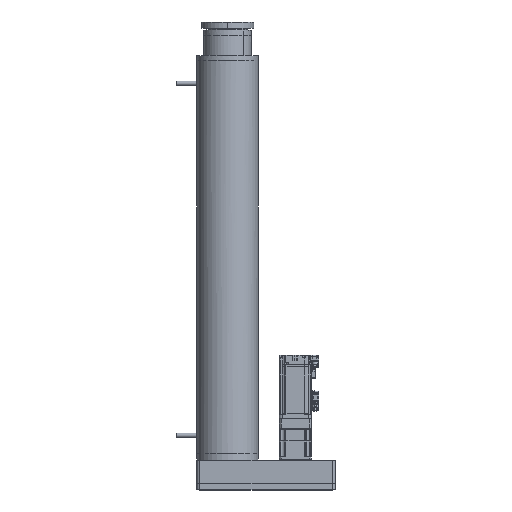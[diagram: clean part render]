
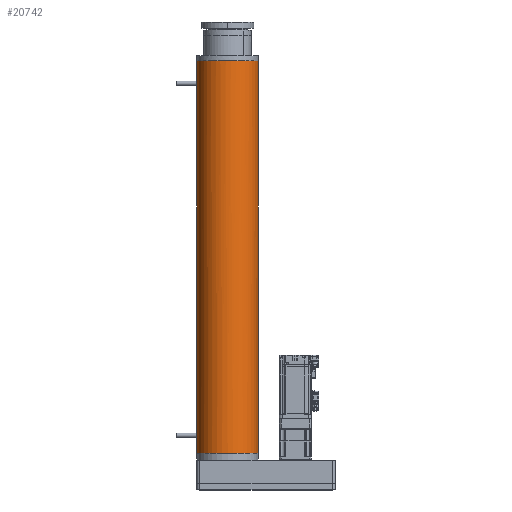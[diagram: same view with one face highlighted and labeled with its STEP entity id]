
A CAD part, top view. The second image highlights one B-rep face of the part: STEP entity #20742.
In plain terms, the highlighted cylindrical face has radius 57.5 mm (diameter 115 mm), a partial arc.
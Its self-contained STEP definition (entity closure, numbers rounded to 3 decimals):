
#529 = EDGE_CURVE ( 'NONE', #54061, #23882, #56941, .T. ) ;
#752 = CARTESIAN_POINT ( 'NONE',  ( 45.723, 35.077, 738. ) ) ;
#1577 = CARTESIAN_POINT ( 'NONE',  ( -3.764, 57.505, 738. ) ) ;
#3186 = EDGE_CURVE ( 'NONE', #34989, #31238, #37959, .T. ) ;
#5278 = CARTESIAN_POINT ( 'NONE',  ( -57.5, 0., 738. ) ) ;
#7428 = CARTESIAN_POINT ( 'NONE',  ( -49.905, 28.819, 738. ) ) ;
#7504 = CYLINDRICAL_SURFACE ( 'NONE', #36207, 57.5 ) ;
#7832 = CARTESIAN_POINT ( 'NONE',  ( 18.529, 54.568, 738. ) ) ;
#8357 = CARTESIAN_POINT ( 'NONE',  ( 57.5, 0., 738. ) ) ;
#9139 = CARTESIAN_POINT ( 'NONE',  ( 0., 0., 0. ) ) ;
#11955 = DIRECTION ( 'NONE',  ( 0., 0., -1. ) ) ;
#12883 = CARTESIAN_POINT ( 'NONE',  ( -54.568, 18.529, 738. ) ) ;
#13284 = CARTESIAN_POINT ( 'NONE',  ( -35.077, 45.723, 738. ) ) ;
#13709 = CARTESIAN_POINT ( 'NONE',  ( -25.483, 51.687, 738. ) ) ;
#14120 = CARTESIAN_POINT ( 'NONE',  ( -57.505, 3.764, 738. ) ) ;
#14598 = FACE_OUTER_BOUND ( 'NONE', #25611, .T. ) ;
#15422 = DIRECTION ( 'NONE',  ( -1., 0., 0. ) ) ;
#15529 = ORIENTED_EDGE ( 'NONE', *, *, #529, .T. ) ;
#15598 = ORIENTED_EDGE ( 'NONE', *, *, #3186, .F. ) ;
#17406 = LINE ( 'NONE', #5278, #82212 ) ;
#18303 = CARTESIAN_POINT ( 'NONE',  ( -57.5, 0., 0. ) ) ;
#19948 = CARTESIAN_POINT ( 'NONE',  ( 57.502, 0., 738. ) ) ;
#20742 = ADVANCED_FACE ( 'NONE', ( #14598 ), #7504, .T. ) ;
#20793 = CARTESIAN_POINT ( 'NONE',  ( -18.529, 54.568, 738. ) ) ;
#23882 = VERTEX_POINT ( 'NONE', #18303 ) ;
#24893 = AXIS2_PLACEMENT_3D ( 'NONE', #9139, #34634, #60934 ) ;
#25611 = EDGE_LOOP ( 'NONE', ( #15598, #31096, #15529, #38035 ) ) ;
#25918 = LINE ( 'NONE', #8357, #74113 ) ;
#26643 = CARTESIAN_POINT ( 'NONE',  ( -14.91, 55.666, 738. ) ) ;
#26697 = CARTESIAN_POINT ( 'NONE',  ( 57.502, 0., 738. ) ) ;
#27068 = CARTESIAN_POINT ( 'NONE',  ( 57.134, 7.527, 738. ) ) ;
#31096 = ORIENTED_EDGE ( 'NONE', *, *, #68991, .T. ) ;
#31238 = VERTEX_POINT ( 'NONE', #80869 ) ;
#32090 = CARTESIAN_POINT ( 'NONE',  ( 25.483, 51.687, 738. ) ) ;
#32581 = CARTESIAN_POINT ( 'NONE',  ( 0., 0., 738. ) ) ;
#34634 = DIRECTION ( 'NONE',  ( 0., 0., 1. ) ) ;
#34989 = VERTEX_POINT ( 'NONE', #26697 ) ;
#36207 = AXIS2_PLACEMENT_3D ( 'NONE', #32581, #46787, #15422 ) ;
#37959 = B_SPLINE_CURVE_WITH_KNOTS ( 'NONE', 3,
 ( #19948, #71747, #27068, #57579, #65074, #57999, #77190, #752, #38787, #78016, #58804, #63828, #32090, #7832, #45471, #71338, #70920, #1577, #51330, #26643, #20793, #13709, #64246, #13284, #45060, #58406, #52144, #7428, #39204, #12883, #70504, #38381, #14120, #44668 ),
 .UNSPECIFIED., .F., .F.,
 ( 4, 2, 2, 2, 2, 2, 2, 2, 2, 2, 2, 2, 2, 2, 2, 2, 4 ),
 ( 0., 0.031, 0.062, 0.094, 0.125, 0.156, 0.187, 0.219, 0.25, 0.281, 0.313, 0.344, 0.375, 0.406, 0.438, 0.469, 0.5 ),
 .UNSPECIFIED. ) ;
#38035 = ORIENTED_EDGE ( 'NONE', *, *, #67987, .F. ) ;
#38381 = CARTESIAN_POINT ( 'NONE',  ( -57.134, 7.527, 738. ) ) ;
#38787 = CARTESIAN_POINT ( 'NONE',  ( 43.324, 38.001, 738. ) ) ;
#39204 = CARTESIAN_POINT ( 'NONE',  ( -51.687, 25.483, 738. ) ) ;
#44668 = CARTESIAN_POINT ( 'NONE',  ( -57.502, 0., 738. ) ) ;
#45060 = CARTESIAN_POINT ( 'NONE',  ( -38.001, 43.324, 738. ) ) ;
#45471 = CARTESIAN_POINT ( 'NONE',  ( 14.91, 55.666, 738. ) ) ;
#45999 = DIRECTION ( 'NONE',  ( 0., 0., -1. ) ) ;
#46787 = DIRECTION ( 'NONE',  ( 0., 0., -1. ) ) ;
#51330 = CARTESIAN_POINT ( 'NONE',  ( -7.527, 57.134, 738. ) ) ;
#52144 = CARTESIAN_POINT ( 'NONE',  ( -45.723, 35.077, 738. ) ) ;
#54061 = VERTEX_POINT ( 'NONE', #77977 ) ;
#56941 = CIRCLE ( 'NONE', #24893, 57.5 ) ;
#57579 = CARTESIAN_POINT ( 'NONE',  ( 55.666, 14.91, 738. ) ) ;
#57999 = CARTESIAN_POINT ( 'NONE',  ( 51.687, 25.483, 738. ) ) ;
#58406 = CARTESIAN_POINT ( 'NONE',  ( -43.324, 38.001, 738. ) ) ;
#58804 = CARTESIAN_POINT ( 'NONE',  ( 35.077, 45.723, 738. ) ) ;
#60934 = DIRECTION ( 'NONE',  ( 1., 0., 0. ) ) ;
#63828 = CARTESIAN_POINT ( 'NONE',  ( 28.819, 49.905, 738. ) ) ;
#64246 = CARTESIAN_POINT ( 'NONE',  ( -28.819, 49.905, 738. ) ) ;
#65074 = CARTESIAN_POINT ( 'NONE',  ( 54.568, 18.529, 738. ) ) ;
#67987 = EDGE_CURVE ( 'NONE', #31238, #23882, #17406, .T. ) ;
#68991 = EDGE_CURVE ( 'NONE', #34989, #54061, #25918, .T. ) ;
#70504 = CARTESIAN_POINT ( 'NONE',  ( -55.666, 14.91, 738. ) ) ;
#70920 = CARTESIAN_POINT ( 'NONE',  ( 3.764, 57.505, 738. ) ) ;
#71338 = CARTESIAN_POINT ( 'NONE',  ( 7.527, 57.134, 738. ) ) ;
#71747 = CARTESIAN_POINT ( 'NONE',  ( 57.505, 3.764, 738. ) ) ;
#74113 = VECTOR ( 'NONE', #45999, 1000. ) ;
#77190 = CARTESIAN_POINT ( 'NONE',  ( 49.905, 28.819, 738. ) ) ;
#77977 = CARTESIAN_POINT ( 'NONE',  ( 57.5, 0., 0. ) ) ;
#78016 = CARTESIAN_POINT ( 'NONE',  ( 38.001, 43.324, 738. ) ) ;
#80869 = CARTESIAN_POINT ( 'NONE',  ( -57.502, 0., 738. ) ) ;
#82212 = VECTOR ( 'NONE', #11955, 1000. ) ;
